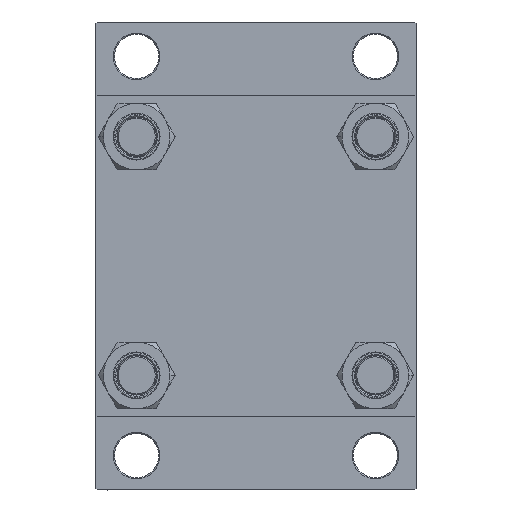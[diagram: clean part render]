
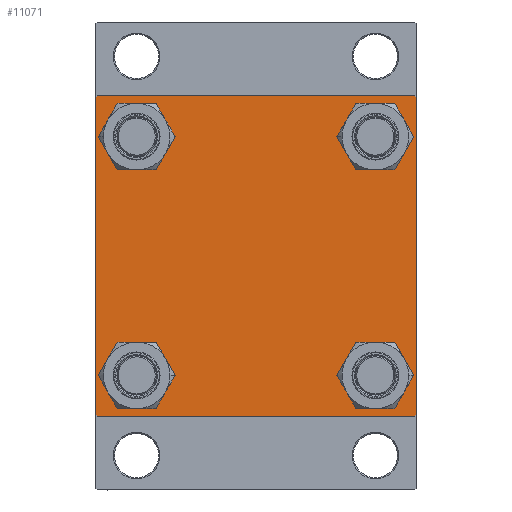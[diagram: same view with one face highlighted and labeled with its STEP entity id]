
A CAD part, left-side view. The second image highlights one B-rep face of the part: STEP entity #11071.
In plain terms, the highlighted planar face has unit normal (-1, 0, 0).
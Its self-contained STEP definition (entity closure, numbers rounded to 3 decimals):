
#234 = EDGE_CURVE ( 'NONE', #3263, #916, #2788, .T. ) ;
#887 = CARTESIAN_POINT ( 'NONE',  ( 0., 65., -64.5 ) ) ;
#916 = VERTEX_POINT ( 'NONE', #33439 ) ;
#1492 = CARTESIAN_POINT ( 'NONE',  ( 0., 48.45, -56.95 ) ) ;
#1904 = DIRECTION ( 'NONE',  ( 0., 0., -1. ) ) ;
#2542 = DIRECTION ( 'NONE',  ( 1., 0., 0. ) ) ;
#2583 = DIRECTION ( 'NONE',  ( 0., -0.707, 0.707 ) ) ;
#2788 = CIRCLE ( 'NONE', #47539, 8.5 ) ;
#3263 = VERTEX_POINT ( 'NONE', #1492 ) ;
#3339 = FACE_BOUND ( 'NONE', #30955, .T. ) ;
#3390 = CIRCLE ( 'NONE', #30374, 8.5 ) ;
#3586 = CARTESIAN_POINT ( 'NONE',  ( 0., -64.5, -65. ) ) ;
#3829 = FACE_BOUND ( 'NONE', #6946, .T. ) ;
#4289 = ORIENTED_EDGE ( 'NONE', *, *, #13077, .T. ) ;
#4299 = EDGE_CURVE ( 'NONE', #17219, #45696, #12321, .T. ) ;
#6153 = VERTEX_POINT ( 'NONE', #887 ) ;
#6441 = CARTESIAN_POINT ( 'NONE',  ( 0., -64.5, 65. ) ) ;
#6607 = ORIENTED_EDGE ( 'NONE', *, *, #46873, .T. ) ;
#6946 = EDGE_LOOP ( 'NONE', ( #4289, #38367 ) ) ;
#6965 = DIRECTION ( 'NONE',  ( -1., 0., 0. ) ) ;
#7553 = VECTOR ( 'NONE', #25784, 1000. ) ;
#7853 = CARTESIAN_POINT ( 'NONE',  ( 0., 64.5, -65. ) ) ;
#8347 = EDGE_CURVE ( 'NONE', #28034, #45696, #28181, .T. ) ;
#9649 = VECTOR ( 'NONE', #36096, 1000. ) ;
#10384 = CARTESIAN_POINT ( 'NONE',  ( 0., 64.75, 64.75 ) ) ;
#10425 = EDGE_CURVE ( 'NONE', #916, #3263, #23371, .T. ) ;
#10592 = FACE_BOUND ( 'NONE', #32518, .T. ) ;
#10742 = VECTOR ( 'NONE', #35454, 1000. ) ;
#11071 = ADVANCED_FACE ( 'NONE', ( #40496, #10592, #3339, #3829, #25803 ), #14695, .T. ) ;
#11536 = DIRECTION ( 'NONE',  ( 1., 0., 0. ) ) ;
#11955 = VERTEX_POINT ( 'NONE', #7853 ) ;
#12278 = CARTESIAN_POINT ( 'NONE',  ( 0., -65., -64.5 ) ) ;
#12321 = LINE ( 'NONE', #38591, #45441 ) ;
#12785 = ORIENTED_EDGE ( 'NONE', *, *, #234, .T. ) ;
#12876 = VECTOR ( 'NONE', #27758, 1000. ) ;
#13077 = EDGE_CURVE ( 'NONE', #40490, #18436, #3390, .T. ) ;
#13645 = CARTESIAN_POINT ( 'NONE',  ( 0., 64.75, -64.75 ) ) ;
#13701 = ORIENTED_EDGE ( 'NONE', *, *, #28646, .T. ) ;
#13753 = CIRCLE ( 'NONE', #33823, 8.5 ) ;
#14694 = DIRECTION ( 'NONE',  ( 0., -1., 0. ) ) ;
#14695 = PLANE ( 'NONE',  #29571 ) ;
#15566 = DIRECTION ( 'NONE',  ( 0., 0., 1. ) ) ;
#15882 = CIRCLE ( 'NONE', #42844, 8.5 ) ;
#15917 = ORIENTED_EDGE ( 'NONE', *, *, #39224, .T. ) ;
#16385 = EDGE_CURVE ( 'NONE', #6153, #11955, #35849, .T. ) ;
#17116 = LINE ( 'NONE', #30882, #10742 ) ;
#17219 = VERTEX_POINT ( 'NONE', #19445 ) ;
#17520 = DIRECTION ( 'NONE',  ( 0., 0., 1. ) ) ;
#17589 = CARTESIAN_POINT ( 'NONE',  ( 0., 65., 65. ) ) ;
#18032 = ORIENTED_EDGE ( 'NONE', *, *, #24074, .T. ) ;
#18436 = VERTEX_POINT ( 'NONE', #29277 ) ;
#19018 = EDGE_CURVE ( 'NONE', #44447, #25227, #24401, .T. ) ;
#19141 = AXIS2_PLACEMENT_3D ( 'NONE', #46898, #21798, #31687 ) ;
#19445 = CARTESIAN_POINT ( 'NONE',  ( 0., -65., 64.5 ) ) ;
#19611 = ORIENTED_EDGE ( 'NONE', *, *, #26006, .T. ) ;
#19703 = DIRECTION ( 'NONE',  ( 0., 0., 1. ) ) ;
#19740 = VECTOR ( 'NONE', #42973, 1000. ) ;
#20514 = VECTOR ( 'NONE', #14694, 1000. ) ;
#21004 = LINE ( 'NONE', #10384, #19740 ) ;
#21194 = LINE ( 'NONE', #17589, #20514 ) ;
#21798 = DIRECTION ( 'NONE',  ( 1., 0., 0. ) ) ;
#21881 = EDGE_CURVE ( 'NONE', #25788, #29617, #21004, .T. ) ;
#22579 = DIRECTION ( 'NONE',  ( 1., 0., 0. ) ) ;
#22662 = ORIENTED_EDGE ( 'NONE', *, *, #39918, .F. ) ;
#22894 = CARTESIAN_POINT ( 'NONE',  ( 0., 48.45, -48.45 ) ) ;
#23334 = CARTESIAN_POINT ( 'NONE',  ( 0., -48.45, 48.45 ) ) ;
#23371 = CIRCLE ( 'NONE', #32621, 8.5 ) ;
#23735 = CARTESIAN_POINT ( 'NONE',  ( 0., 48.45, -48.45 ) ) ;
#23742 = DIRECTION ( 'NONE',  ( 1., 0., 0. ) ) ;
#24074 = EDGE_CURVE ( 'NONE', #29617, #6153, #39324, .T. ) ;
#24248 = CIRCLE ( 'NONE', #44330, 8.5 ) ;
#24401 = CIRCLE ( 'NONE', #40605, 8.5 ) ;
#24539 = EDGE_LOOP ( 'NONE', ( #18032, #32945, #13701, #26721, #36377, #6607, #22662, #25998 ) ) ;
#25065 = CARTESIAN_POINT ( 'NONE',  ( 0., 0., 0. ) ) ;
#25227 = VERTEX_POINT ( 'NONE', #27284 ) ;
#25325 = CIRCLE ( 'NONE', #19141, 8.5 ) ;
#25784 = DIRECTION ( 'NONE',  ( 0., 0.707, 0.707 ) ) ;
#25788 = VERTEX_POINT ( 'NONE', #44538 ) ;
#25803 = FACE_OUTER_BOUND ( 'NONE', #24539, .T. ) ;
#25998 = ORIENTED_EDGE ( 'NONE', *, *, #21881, .T. ) ;
#26006 = EDGE_CURVE ( 'NONE', #25227, #44447, #25325, .T. ) ;
#26721 = ORIENTED_EDGE ( 'NONE', *, *, #8347, .T. ) ;
#27159 = VECTOR ( 'NONE', #2583, 1000. ) ;
#27223 = EDGE_CURVE ( 'NONE', #18436, #40490, #13753, .T. ) ;
#27284 = CARTESIAN_POINT ( 'NONE',  ( 0., -48.45, 39.95 ) ) ;
#27597 = DIRECTION ( 'NONE',  ( 0., 0., 1. ) ) ;
#27758 = DIRECTION ( 'NONE',  ( 0., 0., -1. ) ) ;
#28034 = VERTEX_POINT ( 'NONE', #3586 ) ;
#28181 = LINE ( 'NONE', #42906, #27159 ) ;
#28646 = EDGE_CURVE ( 'NONE', #11955, #28034, #17116, .T. ) ;
#29110 = CARTESIAN_POINT ( 'NONE',  ( 0., -48.45, -48.45 ) ) ;
#29277 = CARTESIAN_POINT ( 'NONE',  ( 0., 48.45, 39.95 ) ) ;
#29571 = AXIS2_PLACEMENT_3D ( 'NONE', #25065, #6965, #46788 ) ;
#29617 = VERTEX_POINT ( 'NONE', #36706 ) ;
#29878 = EDGE_LOOP ( 'NONE', ( #35854, #19611 ) ) ;
#30374 = AXIS2_PLACEMENT_3D ( 'NONE', #37240, #44028, #40872 ) ;
#30882 = CARTESIAN_POINT ( 'NONE',  ( 0., 65., -65. ) ) ;
#30955 = EDGE_LOOP ( 'NONE', ( #31845, #12785 ) ) ;
#31454 = CARTESIAN_POINT ( 'NONE',  ( 0., -48.45, -48.45 ) ) ;
#31687 = DIRECTION ( 'NONE',  ( 0., 0., 1. ) ) ;
#31845 = ORIENTED_EDGE ( 'NONE', *, *, #10425, .T. ) ;
#32518 = EDGE_LOOP ( 'NONE', ( #15917, #35055 ) ) ;
#32532 = LINE ( 'NONE', #47259, #7553 ) ;
#32621 = AXIS2_PLACEMENT_3D ( 'NONE', #22894, #38538, #45564 ) ;
#32945 = ORIENTED_EDGE ( 'NONE', *, *, #16385, .T. ) ;
#33245 = CARTESIAN_POINT ( 'NONE',  ( 0., -48.45, 56.95 ) ) ;
#33439 = CARTESIAN_POINT ( 'NONE',  ( 0., 48.45, -39.95 ) ) ;
#33823 = AXIS2_PLACEMENT_3D ( 'NONE', #41613, #22579, #15566 ) ;
#34133 = DIRECTION ( 'NONE',  ( 0., 0., 1. ) ) ;
#34758 = CARTESIAN_POINT ( 'NONE',  ( 0., 65., 65. ) ) ;
#35055 = ORIENTED_EDGE ( 'NONE', *, *, #35713, .T. ) ;
#35454 = DIRECTION ( 'NONE',  ( 0., -1., 0. ) ) ;
#35713 = EDGE_CURVE ( 'NONE', #45490, #43579, #24248, .T. ) ;
#35849 = LINE ( 'NONE', #13645, #9649 ) ;
#35854 = ORIENTED_EDGE ( 'NONE', *, *, #19018, .T. ) ;
#36096 = DIRECTION ( 'NONE',  ( 0., -0.707, -0.707 ) ) ;
#36377 = ORIENTED_EDGE ( 'NONE', *, *, #4299, .F. ) ;
#36706 = CARTESIAN_POINT ( 'NONE',  ( 0., 65., 64.5 ) ) ;
#37240 = CARTESIAN_POINT ( 'NONE',  ( 0., 48.45, 48.45 ) ) ;
#38367 = ORIENTED_EDGE ( 'NONE', *, *, #27223, .T. ) ;
#38438 = DIRECTION ( 'NONE',  ( 1., 0., 0. ) ) ;
#38538 = DIRECTION ( 'NONE',  ( 1., 0., 0. ) ) ;
#38591 = CARTESIAN_POINT ( 'NONE',  ( 0., -65., 65. ) ) ;
#39224 = EDGE_CURVE ( 'NONE', #43579, #45490, #15882, .T. ) ;
#39324 = LINE ( 'NONE', #34758, #12876 ) ;
#39918 = EDGE_CURVE ( 'NONE', #25788, #41319, #21194, .T. ) ;
#40490 = VERTEX_POINT ( 'NONE', #46858 ) ;
#40496 = FACE_BOUND ( 'NONE', #29878, .T. ) ;
#40605 = AXIS2_PLACEMENT_3D ( 'NONE', #23334, #11536, #19703 ) ;
#40872 = DIRECTION ( 'NONE',  ( 0., 0., 1. ) ) ;
#41319 = VERTEX_POINT ( 'NONE', #6441 ) ;
#41613 = CARTESIAN_POINT ( 'NONE',  ( 0., 48.45, 48.45 ) ) ;
#42844 = AXIS2_PLACEMENT_3D ( 'NONE', #31454, #23742, #27597 ) ;
#42906 = CARTESIAN_POINT ( 'NONE',  ( 0., -64.75, -64.75 ) ) ;
#42973 = DIRECTION ( 'NONE',  ( 0., 0.707, -0.707 ) ) ;
#43436 = CARTESIAN_POINT ( 'NONE',  ( 0., -48.45, -56.95 ) ) ;
#43513 = CARTESIAN_POINT ( 'NONE',  ( 0., -48.45, -39.95 ) ) ;
#43579 = VERTEX_POINT ( 'NONE', #43513 ) ;
#44028 = DIRECTION ( 'NONE',  ( 1., 0., 0. ) ) ;
#44330 = AXIS2_PLACEMENT_3D ( 'NONE', #29110, #2542, #17520 ) ;
#44447 = VERTEX_POINT ( 'NONE', #33245 ) ;
#44538 = CARTESIAN_POINT ( 'NONE',  ( 0., 64.5, 65. ) ) ;
#45441 = VECTOR ( 'NONE', #1904, 1000. ) ;
#45490 = VERTEX_POINT ( 'NONE', #43436 ) ;
#45564 = DIRECTION ( 'NONE',  ( 0., 0., 1. ) ) ;
#45696 = VERTEX_POINT ( 'NONE', #12278 ) ;
#46788 = DIRECTION ( 'NONE',  ( 0., 0., 1. ) ) ;
#46858 = CARTESIAN_POINT ( 'NONE',  ( 0., 48.45, 56.95 ) ) ;
#46873 = EDGE_CURVE ( 'NONE', #17219, #41319, #32532, .T. ) ;
#46898 = CARTESIAN_POINT ( 'NONE',  ( 0., -48.45, 48.45 ) ) ;
#47259 = CARTESIAN_POINT ( 'NONE',  ( 0., -64.75, 64.75 ) ) ;
#47539 = AXIS2_PLACEMENT_3D ( 'NONE', #23735, #38438, #34133 ) ;
